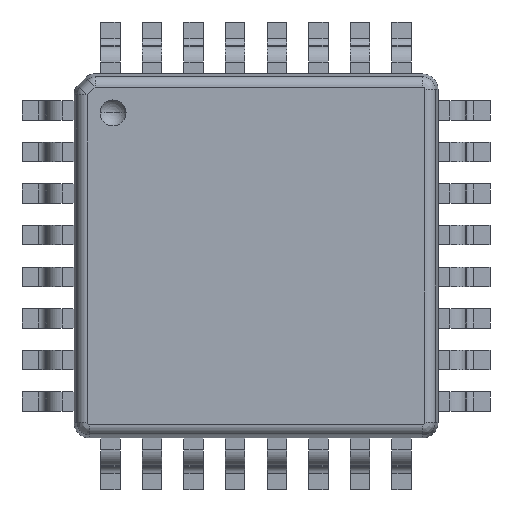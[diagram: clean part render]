
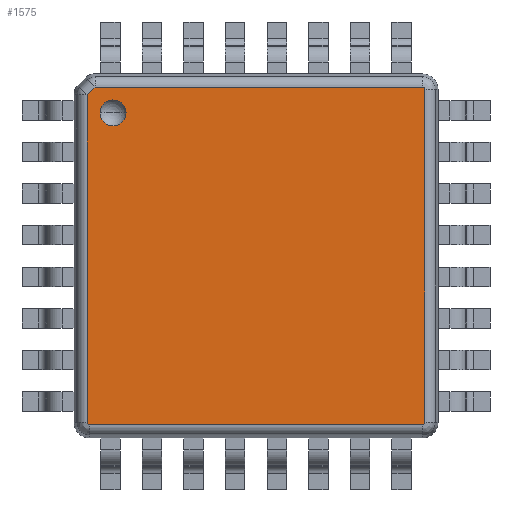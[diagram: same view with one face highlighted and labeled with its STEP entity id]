
A CAD part, top view. The second image highlights one B-rep face of the part: STEP entity #1575.
In plain terms, the highlighted face is planar.
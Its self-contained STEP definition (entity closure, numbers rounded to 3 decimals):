
#477=DIRECTION('',(-1.,0.,0.));
#478=VECTOR('',#477,6.295);
#479=CARTESIAN_POINT('',(3.2,0.425,-3.248));
#480=LINE('',#479,#478);
#484=CARTESIAN_POINT('',(3.2,0.425,-3.2));
#485=DIRECTION('',(0.,1.,0.));
#486=DIRECTION('',(1.,0.,0.));
#487=AXIS2_PLACEMENT_3D('',#484,#485,#486);
#492=DIRECTION('',(0.,0.,-1.));
#493=VECTOR('',#492,6.4);
#494=CARTESIAN_POINT('',(3.248,0.425,3.2));
#495=LINE('',#494,#493);
#499=CARTESIAN_POINT('',(3.2,0.425,3.2));
#500=DIRECTION('',(0.,1.,0.));
#501=DIRECTION('',(0.,0.,1.));
#502=AXIS2_PLACEMENT_3D('',#499,#500,#501);
#507=DIRECTION('',(1.,0.,0.));
#508=VECTOR('',#507,6.4);
#509=CARTESIAN_POINT('',(-3.2,0.425,3.248));
#510=LINE('',#509,#508);
#514=CARTESIAN_POINT('',(-3.2,0.425,3.2));
#515=DIRECTION('',(0.,1.,0.));
#516=DIRECTION('',(-1.,0.,0.));
#517=AXIS2_PLACEMENT_3D('',#514,#515,#516);
#522=DIRECTION('',(0.,0.,1.));
#523=VECTOR('',#522,6.295);
#524=CARTESIAN_POINT('',(-3.248,0.425,-3.095));
#525=LINE('',#524,#523);
#529=DIRECTION('',(-0.707,0.,0.707));
#530=VECTOR('',#529,0.215);
#531=CARTESIAN_POINT('',(-3.095,0.425,-3.248));
#532=LINE('',#531,#530);
#536=CARTESIAN_POINT('',(-2.75,0.425,-2.75));
#537=DIRECTION('',(0.,1.,0.));
#538=DIRECTION('',(-1.,0.,0.));
#539=AXIS2_PLACEMENT_3D('',#536,#537,#538);
#544=CARTESIAN_POINT('',(-2.75,0.425,-2.75));
#545=DIRECTION('',(0.,1.,0.));
#546=DIRECTION('',(1.,0.,0.));
#547=AXIS2_PLACEMENT_3D('',#544,#545,#546);
#982=CARTESIAN_POINT('',(3.2,0.425,-3.248));
#983=CARTESIAN_POINT('',(-3.095,0.425,-3.248));
#984=VERTEX_POINT('',#982);
#985=VERTEX_POINT('',#983);
#986=CARTESIAN_POINT('',(3.248,0.425,-3.2));
#987=VERTEX_POINT('',#986);
#990=CARTESIAN_POINT('',(3.248,0.425,3.2));
#991=VERTEX_POINT('',#990);
#994=CARTESIAN_POINT('',(3.2,0.425,3.248));
#995=VERTEX_POINT('',#994);
#998=CARTESIAN_POINT('',(-3.2,0.425,3.248));
#999=VERTEX_POINT('',#998);
#1002=CARTESIAN_POINT('',(-3.248,0.425,3.2));
#1003=VERTEX_POINT('',#1002);
#1006=CARTESIAN_POINT('',(-3.248,0.425,-3.095));
#1007=VERTEX_POINT('',#1006);
#1050=CARTESIAN_POINT('',(-3.,0.425,-2.75));
#1051=CARTESIAN_POINT('',(-2.5,0.425,-2.75));
#1052=VERTEX_POINT('',#1050);
#1053=VERTEX_POINT('',#1051);
#1547=CARTESIAN_POINT('',(0.,0.425,0.));
#1548=DIRECTION('',(0.,1.,0.));
#1549=DIRECTION('',(1.,0.,0.));
#1550=AXIS2_PLACEMENT_3D('',#1547,#1548,#1549);
#1551=PLANE('',#1550);
#1553=ORIENTED_EDGE('',*,*,#1552,.F.);
#1555=ORIENTED_EDGE('',*,*,#1554,.F.);
#1557=ORIENTED_EDGE('',*,*,#1556,.F.);
#1558=ORIENTED_EDGE('',*,*,#1537,.F.);
#1560=ORIENTED_EDGE('',*,*,#1559,.F.);
#1562=ORIENTED_EDGE('',*,*,#1561,.F.);
#1564=ORIENTED_EDGE('',*,*,#1563,.F.);
#1566=ORIENTED_EDGE('',*,*,#1565,.F.);
#1567=EDGE_LOOP('',(#1553,#1555,#1557,#1558,#1560,#1562,#1564,#1566));
#1568=FACE_OUTER_BOUND('',#1567,.F.);
#1570=ORIENTED_EDGE('',*,*,#1569,.T.);
#1572=ORIENTED_EDGE('',*,*,#1571,.T.);
#1573=EDGE_LOOP('',(#1570,#1572));
#1574=FACE_BOUND('',#1573,.F.);
#1575=ADVANCED_FACE('',(#1568,#1574),#1551,.T.);
#488=CIRCLE('',#487,0.048);
#503=CIRCLE('',#502,0.048);
#518=CIRCLE('',#517,0.048);
#540=CIRCLE('',#539,0.25);
#548=CIRCLE('',#547,0.25);
#1537=EDGE_CURVE('',#995,#991,#503,.T.);
#1552=EDGE_CURVE('',#984,#985,#480,.T.);
#1554=EDGE_CURVE('',#987,#984,#488,.T.);
#1556=EDGE_CURVE('',#991,#987,#495,.T.);
#1559=EDGE_CURVE('',#999,#995,#510,.T.);
#1561=EDGE_CURVE('',#1003,#999,#518,.T.);
#1563=EDGE_CURVE('',#1007,#1003,#525,.T.);
#1565=EDGE_CURVE('',#985,#1007,#532,.T.);
#1569=EDGE_CURVE('',#1052,#1053,#540,.T.);
#1571=EDGE_CURVE('',#1053,#1052,#548,.T.);
